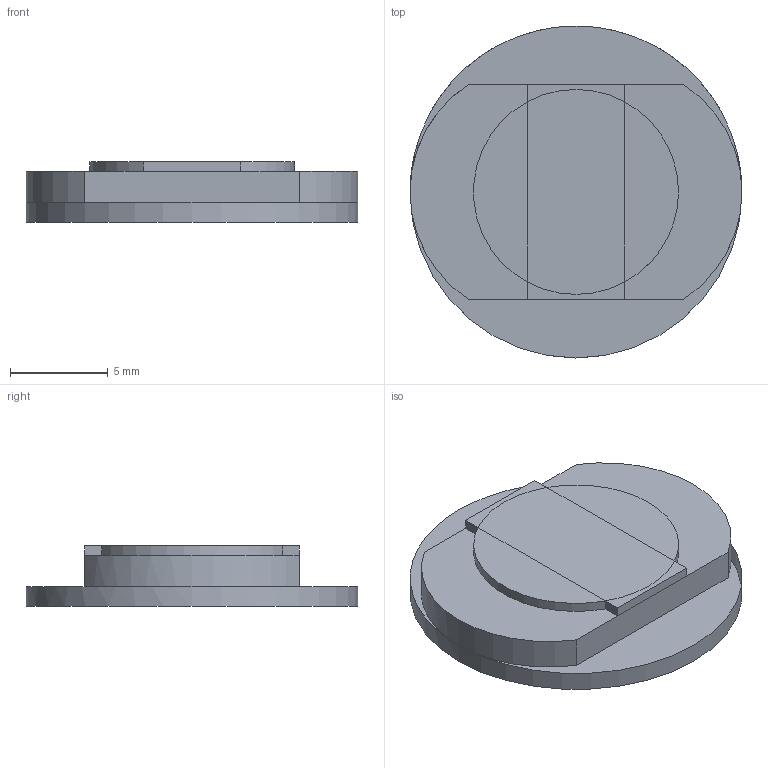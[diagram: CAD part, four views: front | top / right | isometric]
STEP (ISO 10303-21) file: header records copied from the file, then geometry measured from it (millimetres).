
FILE_DESCRIPTION(('FreeCAD Model'),'2;1');
FILE_NAME( 'wafer.step' ,'2019-05-14T11:43:23',('Author'),(''), 'Open CASCADE STEP processor 7.3','FreeCAD','Unknown');
FILE_SCHEMA(('AUTOMOTIVE_DESIGN { 1 0 10303 214 1 1 1 1 }'));
Length unit declared in the file: millimetre
Products named in the file (1): Alpha_16mm_Wafer
Bounding box: 17 x 17 x 3.1 mm (x, y, z)
Volume: 540.6 mm3; surface area: 602.4 mm2
Topology: 1 solids, 1 shells, 24 faces, 51 edges, 29 vertices
Faces by surface type: plane 18, cylinder 6
Full cylindrical faces by diameter (mm): 17 x1
Entity records: 653 total; most frequent: DIRECTION 118, CARTESIAN_POINT 105, ORIENTED_EDGE 102, EDGE_CURVE 51, AXIS2_PLACEMENT_3D 42, LINE 34, VECTOR 34, VERTEX_POINT 29
